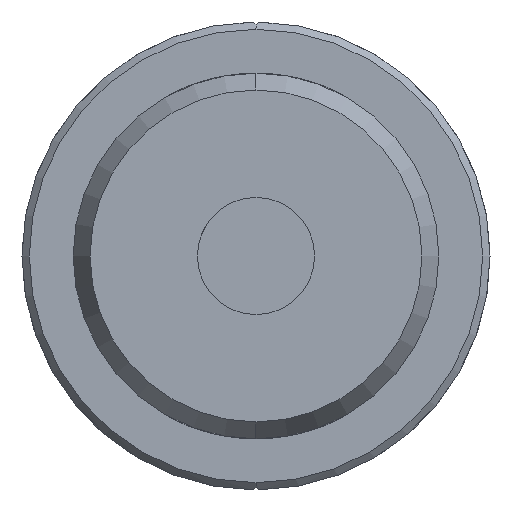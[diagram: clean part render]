
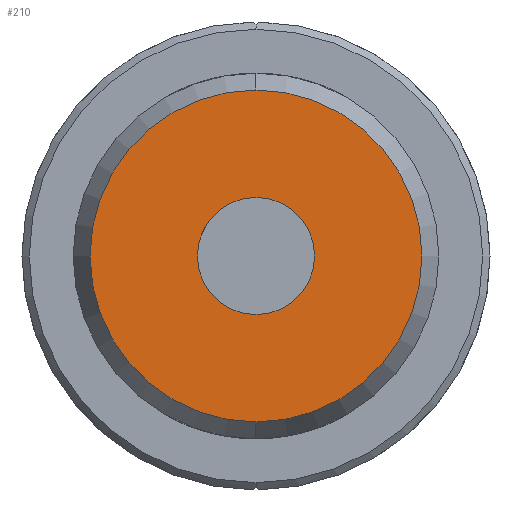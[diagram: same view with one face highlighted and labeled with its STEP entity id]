
A CAD part, left-side view. The second image highlights one B-rep face of the part: STEP entity #210.
In plain terms, the highlighted planar face has unit normal (-1, 0, 0).
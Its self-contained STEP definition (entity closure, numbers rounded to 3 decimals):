
#6 = EDGE_CURVE ( 'NONE', #523, #2062, #1199, .T. ) ;
#105 = DIRECTION ( 'NONE',  ( -1., 0., 0. ) ) ;
#138 = EDGE_CURVE ( 'NONE', #2062, #523, #2280, .T. ) ;
#210 = ADVANCED_FACE ( 'NONE', ( #1039, #2117 ), #3241, .F. ) ;
#461 = DIRECTION ( 'NONE',  ( -1., 0., 0. ) ) ;
#520 = EDGE_LOOP ( 'NONE', ( #2047, #3086 ) ) ;
#523 = VERTEX_POINT ( 'NONE', #1791 ) ;
#631 = CIRCLE ( 'NONE', #2635, 11.345 ) ;
#650 = DIRECTION ( 'NONE',  ( 0., 0., 1. ) ) ;
#710 = DIRECTION ( 'NONE',  ( -1., 0., 0. ) ) ;
#772 = CARTESIAN_POINT ( 'NONE',  ( -185., 12.5, 0. ) ) ;
#842 = EDGE_CURVE ( 'NONE', #2539, #2913, #1016, .T. ) ;
#1016 = CIRCLE ( 'NONE', #1412, 11.345 ) ;
#1039 = FACE_BOUND ( 'NONE', #2197, .T. ) ;
#1177 = DIRECTION ( 'NONE',  ( 0., 0., -1. ) ) ;
#1199 = CIRCLE ( 'NONE', #2162, 4. ) ;
#1412 = AXIS2_PLACEMENT_3D ( 'NONE', #3178, #710, #1788 ) ;
#1537 = DIRECTION ( 'NONE',  ( 0., 0., 1. ) ) ;
#1699 = CARTESIAN_POINT ( 'NONE',  ( -185., 0., 4. ) ) ;
#1788 = DIRECTION ( 'NONE',  ( 0., 0., -1. ) ) ;
#1791 = CARTESIAN_POINT ( 'NONE',  ( -185., 0., -4. ) ) ;
#1851 = DIRECTION ( 'NONE',  ( 1., 0., 0. ) ) ;
#1996 = CARTESIAN_POINT ( 'NONE',  ( -185., 0., 0. ) ) ;
#2047 = ORIENTED_EDGE ( 'NONE', *, *, #2903, .T. ) ;
#2062 = VERTEX_POINT ( 'NONE', #1699 ) ;
#2117 = FACE_OUTER_BOUND ( 'NONE', #520, .T. ) ;
#2162 = AXIS2_PLACEMENT_3D ( 'NONE', #1996, #3118, #650 ) ;
#2197 = EDGE_LOOP ( 'NONE', ( #2722, #2950 ) ) ;
#2269 = CARTESIAN_POINT ( 'NONE',  ( -185., 0., -11.345 ) ) ;
#2280 = CIRCLE ( 'NONE', #2328, 4. ) ;
#2328 = AXIS2_PLACEMENT_3D ( 'NONE', #2922, #461, #1537 ) ;
#2395 = AXIS2_PLACEMENT_3D ( 'NONE', #772, #1851, #2973 ) ;
#2539 = VERTEX_POINT ( 'NONE', #3123 ) ;
#2635 = AXIS2_PLACEMENT_3D ( 'NONE', #2838, #105, #1177 ) ;
#2722 = ORIENTED_EDGE ( 'NONE', *, *, #138, .F. ) ;
#2838 = CARTESIAN_POINT ( 'NONE',  ( -185., 0., 0. ) ) ;
#2903 = EDGE_CURVE ( 'NONE', #2913, #2539, #631, .T. ) ;
#2913 = VERTEX_POINT ( 'NONE', #2269 ) ;
#2922 = CARTESIAN_POINT ( 'NONE',  ( -185., 0., 0. ) ) ;
#2950 = ORIENTED_EDGE ( 'NONE', *, *, #6, .F. ) ;
#2973 = DIRECTION ( 'NONE',  ( 0., 0., -1. ) ) ;
#3086 = ORIENTED_EDGE ( 'NONE', *, *, #842, .T. ) ;
#3118 = DIRECTION ( 'NONE',  ( -1., 0., 0. ) ) ;
#3123 = CARTESIAN_POINT ( 'NONE',  ( -185., 0., 11.345 ) ) ;
#3178 = CARTESIAN_POINT ( 'NONE',  ( -185., 0., 0. ) ) ;
#3241 = PLANE ( 'NONE',  #2395 ) ;
